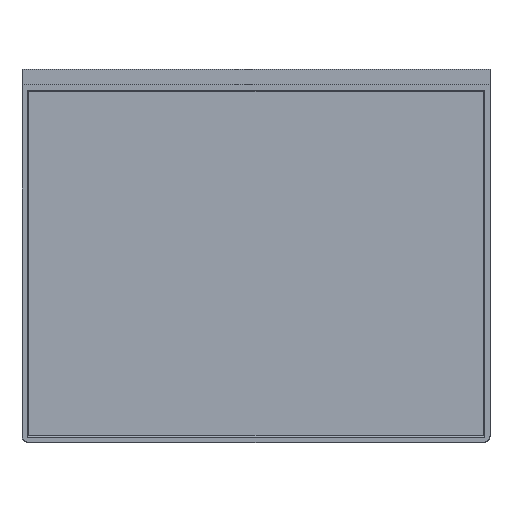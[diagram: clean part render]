
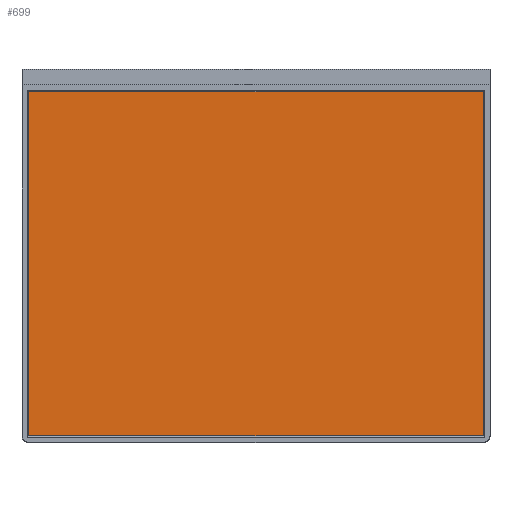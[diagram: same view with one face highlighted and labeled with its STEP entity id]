
A CAD part, top view. The second image highlights one B-rep face of the part: STEP entity #699.
In plain terms, the highlighted planar face has unit normal (0, 0, 1).
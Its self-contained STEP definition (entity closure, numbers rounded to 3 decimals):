
#571=CARTESIAN_POINT('',(104.5,-82.5,3.));
#572=VERTEX_POINT('',#571);
#587=CARTESIAN_POINT('',(104.5,-4.5,3.));
#588=VERTEX_POINT('',#587);
#595=CARTESIAN_POINT('',(104.5,-4.5,3.));
#596=DIRECTION('',(0.,-1.,0.));
#597=VECTOR('',#596,78.);
#598=LINE('',#595,#597);
#599=EDGE_CURVE('',#588,#572,#598,.T.);
#618=CARTESIAN_POINT('',(1.5,-4.5,3.));
#619=VERTEX_POINT('',#618);
#626=CARTESIAN_POINT('',(1.5,-4.5,3.));
#627=DIRECTION('',(1.,0.,0.));
#628=VECTOR('',#627,103.);
#629=LINE('',#626,#628);
#630=EDGE_CURVE('',#619,#588,#629,.T.);
#649=CARTESIAN_POINT('',(1.5,-82.5,3.));
#650=VERTEX_POINT('',#649);
#657=CARTESIAN_POINT('',(1.5,-82.5,3.));
#658=DIRECTION('',(0.,1.,0.));
#659=VECTOR('',#658,78.);
#660=LINE('',#657,#659);
#661=EDGE_CURVE('',#650,#619,#660,.T.);
#679=CARTESIAN_POINT('',(104.5,-82.5,3.));
#680=DIRECTION('',(-1.,0.,0.));
#681=VECTOR('',#680,103.);
#682=LINE('',#679,#681);
#683=EDGE_CURVE('',#572,#650,#682,.T.);
#688=CARTESIAN_POINT('',(0.,0.,3.));
#689=DIRECTION('',(0.,0.,1.));
#690=DIRECTION('',(1.,0.,0.));
#691=AXIS2_PLACEMENT_3D('',#688,#689,#690);
#692=PLANE('',#691);
#693=ORIENTED_EDGE('',*,*,#599,.F.);
#694=ORIENTED_EDGE('',*,*,#630,.F.);
#695=ORIENTED_EDGE('',*,*,#661,.F.);
#696=ORIENTED_EDGE('',*,*,#683,.F.);
#697=EDGE_LOOP('',(#693,#694,#695,#696));
#698=FACE_BOUND('',#697,.T.);
#699=ADVANCED_FACE('',(#698),#692,.T.);
